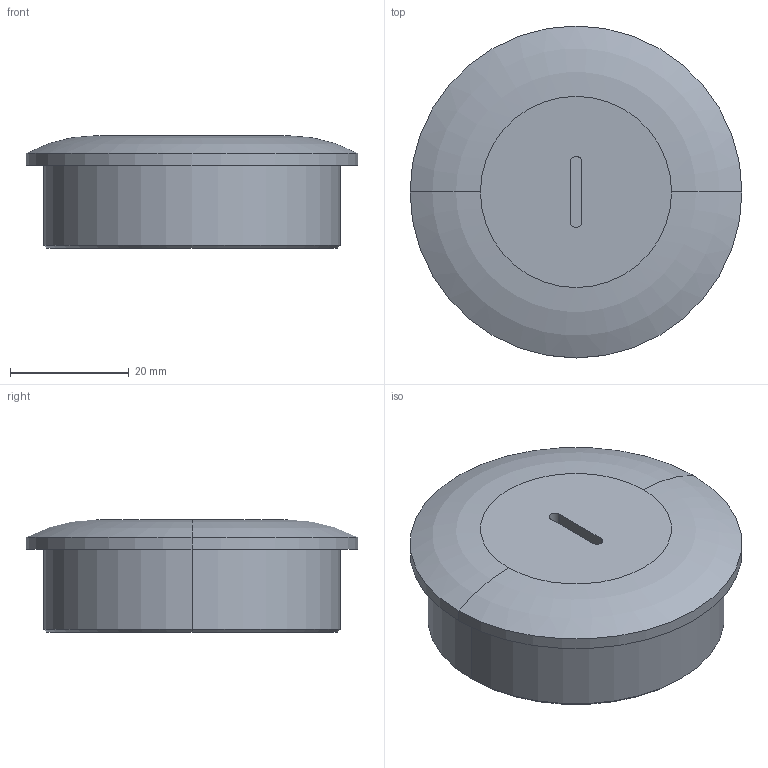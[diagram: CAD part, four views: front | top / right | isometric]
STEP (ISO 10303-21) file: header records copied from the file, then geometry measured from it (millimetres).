
FILE_DESCRIPTION(('CATIA V5R24 STEP','CAx-IF Rec.Pracs.--- Model Styling and Organization---1.2---2011-12-15'),'2;1');
FILE_NAME ('D1455964_0_1776960000_1776960000.stp','2018-03-21T10:07:22+00:00',('none'),('Weidmueller'),'CATIA Version 5-6 Release 2014 SP4 HF52','CATIA V5 STEP AP214','none');
FILE_SCHEMA(('AUTOMOTIVE_DESIGN { 1 0 10303 214 1 1 1 1 }'));
Length unit declared in the file: millimetre
Products named in the file (1): 1776960000_VP_M50_K54
Bounding box: 56 x 56 x 19 mm (x, y, z)
Volume: 14648.6 mm3; surface area: 9585.2 mm2
Topology: 1 solids, 1 shells, 19 faces, 38 edges, 24 vertices
Faces by surface type: cylinder 8, plane 7, cone 2, torus 2
Entity records: 543 total; most frequent: CARTESIAN_POINT 128, ORIENTED_EDGE 76, DIRECTION 74, AXIS2_PLACEMENT_3D 40, EDGE_CURVE 38, VERTEX_POINT 24, EDGE_LOOP 22, CIRCLE 20
